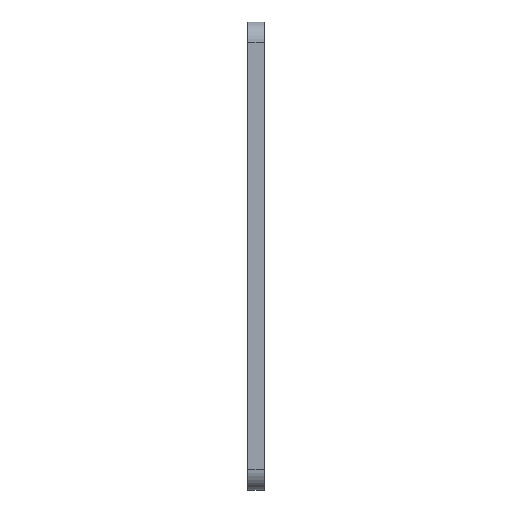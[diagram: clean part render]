
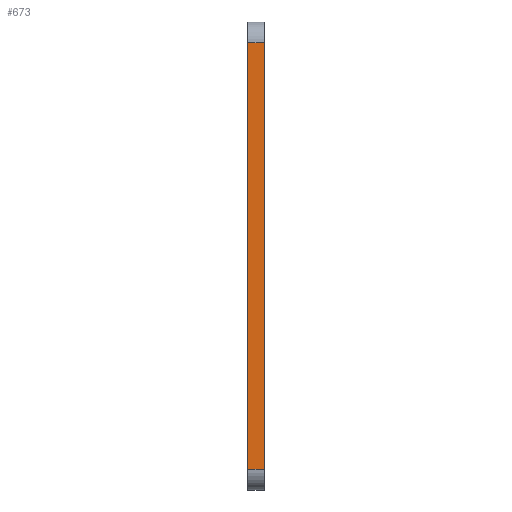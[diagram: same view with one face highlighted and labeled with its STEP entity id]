
A CAD part, left-side view. The second image highlights one B-rep face of the part: STEP entity #673.
In plain terms, the highlighted planar face has unit normal (-1, 0, 0).
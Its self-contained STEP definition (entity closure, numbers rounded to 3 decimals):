
#45 = ORIENTED_EDGE ( 'NONE', *, *, #761, .T. ) ;
#73 = PLANE ( 'NONE',  #435 ) ;
#84 = DIRECTION ( 'NONE',  ( 0., -1., 0. ) ) ;
#118 = CARTESIAN_POINT ( 'NONE',  ( -8.5, 2., -6. ) ) ;
#140 = CARTESIAN_POINT ( 'NONE',  ( -8.5, 0., -8.5 ) ) ;
#142 = FACE_OUTER_BOUND ( 'NONE', #163, .T. ) ;
#150 = EDGE_CURVE ( 'NONE', #191, #786, #207, .T. ) ;
#163 = EDGE_LOOP ( 'NONE', ( #511, #471, #634, #45 ) ) ;
#181 = VECTOR ( 'NONE', #826, 1000. ) ;
#191 = VERTEX_POINT ( 'NONE', #347 ) ;
#207 = LINE ( 'NONE', #140, #382 ) ;
#281 = DIRECTION ( 'NONE',  ( 0., 0., 1. ) ) ;
#322 = CARTESIAN_POINT ( 'NONE',  ( -8.5, 2., -8.5 ) ) ;
#347 = CARTESIAN_POINT ( 'NONE',  ( -8.5, 0., -6. ) ) ;
#359 = VECTOR ( 'NONE', #84, 1000. ) ;
#382 = VECTOR ( 'NONE', #281, 1000. ) ;
#400 = DIRECTION ( 'NONE',  ( -1., 0., 0. ) ) ;
#412 = CARTESIAN_POINT ( 'NONE',  ( -8.5, 0., 46. ) ) ;
#435 = AXIS2_PLACEMENT_3D ( 'NONE', #468, #400, #533 ) ;
#441 = EDGE_CURVE ( 'NONE', #786, #461, #820, .T. ) ;
#461 = VERTEX_POINT ( 'NONE', #776 ) ;
#468 = CARTESIAN_POINT ( 'NONE',  ( -8.5, 0., -8.5 ) ) ;
#471 = ORIENTED_EDGE ( 'NONE', *, *, #441, .T. ) ;
#486 = LINE ( 'NONE', #674, #359 ) ;
#511 = ORIENTED_EDGE ( 'NONE', *, *, #150, .T. ) ;
#515 = VERTEX_POINT ( 'NONE', #118 ) ;
#523 = VECTOR ( 'NONE', #727, 1000. ) ;
#533 = DIRECTION ( 'NONE',  ( 0., 0., 1. ) ) ;
#547 = EDGE_CURVE ( 'NONE', #515, #461, #772, .T. ) ;
#634 = ORIENTED_EDGE ( 'NONE', *, *, #547, .F. ) ;
#673 = ADVANCED_FACE ( 'NONE', ( #142 ), #73, .T. ) ;
#674 = CARTESIAN_POINT ( 'NONE',  ( -8.5, 0., -6. ) ) ;
#678 = CARTESIAN_POINT ( 'NONE',  ( -8.5, 0., 46. ) ) ;
#727 = DIRECTION ( 'NONE',  ( 0., 0., 1. ) ) ;
#761 = EDGE_CURVE ( 'NONE', #515, #191, #486, .T. ) ;
#772 = LINE ( 'NONE', #322, #523 ) ;
#776 = CARTESIAN_POINT ( 'NONE',  ( -8.5, 2., 46. ) ) ;
#786 = VERTEX_POINT ( 'NONE', #678 ) ;
#820 = LINE ( 'NONE', #412, #181 ) ;
#826 = DIRECTION ( 'NONE',  ( 0., 1., 0. ) ) ;
